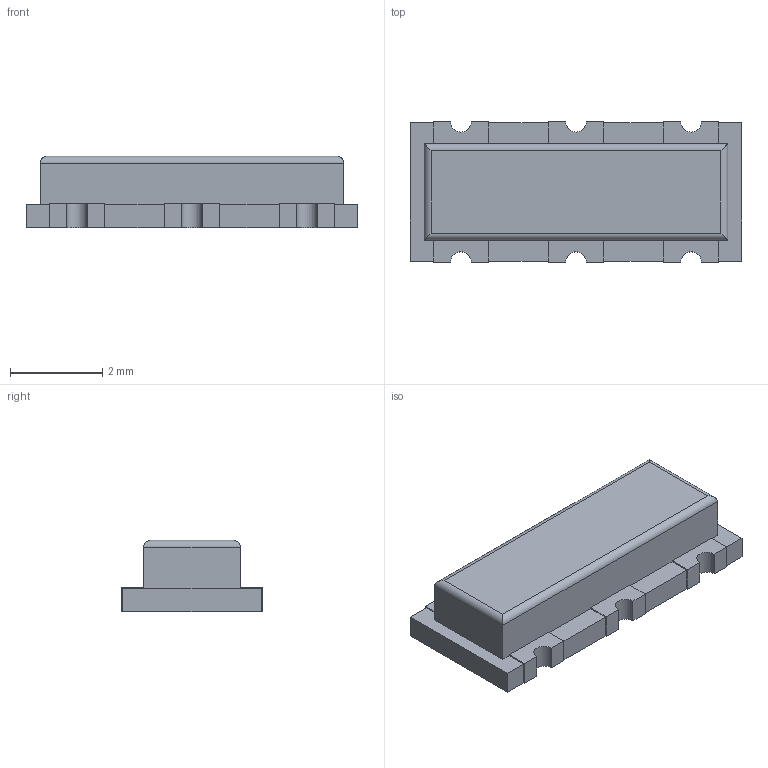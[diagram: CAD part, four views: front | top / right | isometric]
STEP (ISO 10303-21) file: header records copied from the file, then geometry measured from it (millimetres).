
FILE_DESCRIPTION(/* description */ ('model of Resonator_SMD-3Pin_7.2x3.0mm'),/* implementation_level */ '2;1');
FILE_NAME(/* name */ 'Resonator_SMD-3Pin_7.2x3.0mm.step',/* time_stamp */ '2019-07-06T12:00:52',/* author */ ('kicad StepUp','ksu'),/* organization */ ('FreeCAD'),/* preprocessor_version */ 'OCC',/* originating_system */ 'kicad StepUp',/* authorisation */ '');
FILE_SCHEMA(('AUTOMOTIVE_DESIGN { 1 0 10303 214 1 1 1 1 }'));
Length unit declared in the file: millimetre
Products named in the file (1): muRata_CSTCC8M00G53
Bounding box: 7.2 x 3.05 x 1.55 mm (x, y, z)
Volume: 25.2 mm3; surface area: 71 mm2
Topology: 1 solids, 1 shells, 98 faces, 252 edges, 156 vertices
Faces by surface type: plane 88, cylinder 10
Entity records: 3584 total; most frequent: CARTESIAN_POINT 507, ORIENTED_EDGE 504, DIRECTION 466, EDGE_CURVE 252, LINE 236, VECTOR 236, VERTEX_POINT 156, AXIS2_PLACEMENT_3D 115
